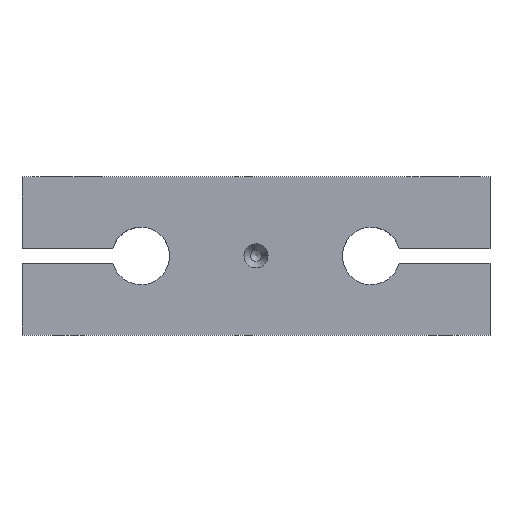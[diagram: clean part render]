
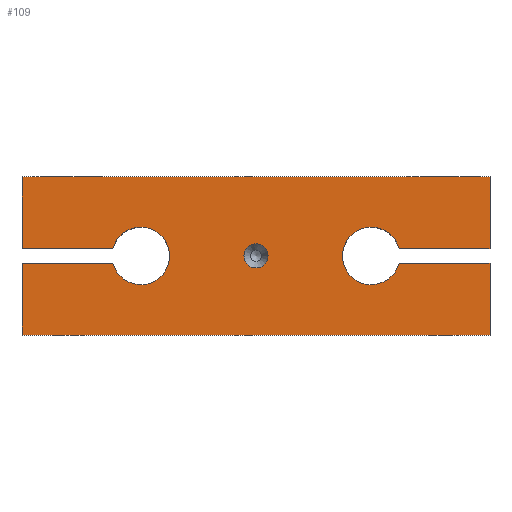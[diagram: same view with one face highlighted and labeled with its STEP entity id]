
A CAD part, top view. The second image highlights one B-rep face of the part: STEP entity #109.
In plain terms, the highlighted planar face has unit normal (0, 0, 1).
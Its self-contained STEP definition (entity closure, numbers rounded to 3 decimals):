
#109 = ADVANCED_FACE( '', ( #235, #236 ), #237, .T. );
#235 = FACE_OUTER_BOUND( '', #353, .T. );
#236 = FACE_BOUND( '', #354, .T. );
#237 = PLANE( '', #355 );
#353 = EDGE_LOOP( '', ( #568, #569, #570, #571, #572, #573, #574, #575, #576, #577, #578, #579 ) );
#354 = EDGE_LOOP( '', ( #580 ) );
#355 = AXIS2_PLACEMENT_3D( '', #581, #582, #583 );
#568 = ORIENTED_EDGE( '', *, *, #596, .T. );
#569 = ORIENTED_EDGE( '', *, *, #637, .T. );
#570 = ORIENTED_EDGE( '', *, *, #651, .T. );
#571 = ORIENTED_EDGE( '', *, *, #641, .T. );
#572 = ORIENTED_EDGE( '', *, *, #661, .F. );
#573 = ORIENTED_EDGE( '', *, *, #658, .T. );
#574 = ORIENTED_EDGE( '', *, *, #621, .T. );
#575 = ORIENTED_EDGE( '', *, *, #647, .T. );
#576 = ORIENTED_EDGE( '', *, *, #656, .T. );
#577 = ORIENTED_EDGE( '', *, *, #601, .T. );
#578 = ORIENTED_EDGE( '', *, *, #607, .F. );
#579 = ORIENTED_EDGE( '', *, *, #666, .T. );
#580 = ORIENTED_EDGE( '', *, *, #633, .F. );
#581 = CARTESIAN_POINT( '', ( 16., 11., 12. ) );
#582 = DIRECTION( '', ( 0., 0., 1. ) );
#583 = DIRECTION( '', ( 1., 0., 0. ) );
#596 = EDGE_CURVE( '', #690, #688, #691, .T. );
#601 = EDGE_CURVE( '', #699, #697, #700, .T. );
#607 = EDGE_CURVE( '', #707, #697, #709, .T. );
#621 = EDGE_CURVE( '', #732, #730, #733, .T. );
#633 = EDGE_CURVE( '', #750, #750, #751, .T. );
#637 = EDGE_CURVE( '', #688, #755, #757, .T. );
#641 = EDGE_CURVE( '', #763, #761, #764, .T. );
#647 = EDGE_CURVE( '', #730, #770, #772, .T. );
#651 = EDGE_CURVE( '', #755, #763, #777, .T. );
#656 = EDGE_CURVE( '', #770, #699, #781, .T. );
#658 = EDGE_CURVE( '', #783, #732, #784, .T. );
#661 = EDGE_CURVE( '', #783, #761, #787, .T. );
#666 = EDGE_CURVE( '', #707, #690, #793, .T. );
#688 = VERTEX_POINT( '', #816 );
#690 = VERTEX_POINT( '', #819 );
#691 = LINE( '', #820, #821 );
#697 = VERTEX_POINT( '', #829 );
#699 = VERTEX_POINT( '', #832 );
#700 = LINE( '', #833, #834 );
#707 = VERTEX_POINT( '', #842 );
#709 = CIRCLE( '', #845, 4. );
#730 = VERTEX_POINT( '', #867 );
#732 = VERTEX_POINT( '', #870 );
#733 = LINE( '', #871, #872 );
#750 = VERTEX_POINT( '', #897 );
#751 = CIRCLE( '', #898, 1.675 );
#755 = VERTEX_POINT( '', #902 );
#757 = LINE( '', #905, #906 );
#761 = VERTEX_POINT( '', #910 );
#763 = VERTEX_POINT( '', #913 );
#764 = LINE( '', #914, #915 );
#770 = VERTEX_POINT( '', #922 );
#772 = LINE( '', #925, #926 );
#777 = LINE( '', #931, #932 );
#781 = LINE( '', #936, #937 );
#783 = VERTEX_POINT( '', #939 );
#784 = LINE( '', #940, #941 );
#787 = CIRCLE( '', #945, 4. );
#793 = LINE( '', #951, #952 );
#816 = CARTESIAN_POINT( '', ( -32.5, 0., 12. ) );
#819 = CARTESIAN_POINT( '', ( -32.5, 10., 12. ) );
#820 = CARTESIAN_POINT( '', ( -32.5, 10., 12. ) );
#821 = VECTOR( '', #975, 1000. );
#829 = CARTESIAN_POINT( '', ( -19.873, 12., 12. ) );
#832 = CARTESIAN_POINT( '', ( -32.5, 12., 12. ) );
#833 = CARTESIAN_POINT( '', ( -32.5, 12., 12. ) );
#834 = VECTOR( '', #979, 1000. );
#842 = CARTESIAN_POINT( '', ( -19.873, 10., 12. ) );
#845 = AXIS2_PLACEMENT_3D( '', #988, #989, #990 );
#867 = CARTESIAN_POINT( '', ( 32.5, 22., 12. ) );
#870 = CARTESIAN_POINT( '', ( 32.5, 12., 12. ) );
#871 = CARTESIAN_POINT( '', ( 32.5, 12., 12. ) );
#872 = VECTOR( '', #1011, 1000. );
#897 = CARTESIAN_POINT( '', ( 1.675, 11., 12. ) );
#898 = AXIS2_PLACEMENT_3D( '', #1023, #1024, #1025 );
#902 = CARTESIAN_POINT( '', ( 32.5, 0., 12. ) );
#905 = CARTESIAN_POINT( '', ( -32.5, 0., 12. ) );
#906 = VECTOR( '', #1030, 1000. );
#910 = CARTESIAN_POINT( '', ( 19.873, 10., 12. ) );
#913 = CARTESIAN_POINT( '', ( 32.5, 10., 12. ) );
#914 = CARTESIAN_POINT( '', ( 32.5, 10., 12. ) );
#915 = VECTOR( '', #1035, 1000. );
#922 = CARTESIAN_POINT( '', ( -32.5, 22., 12. ) );
#925 = CARTESIAN_POINT( '', ( 32.5, 22., 12. ) );
#926 = VECTOR( '', #1041, 1000. );
#931 = CARTESIAN_POINT( '', ( 32.5, 0., 12. ) );
#932 = VECTOR( '', #1045, 1000. );
#936 = CARTESIAN_POINT( '', ( -32.5, 22., 12. ) );
#937 = VECTOR( '', #1046, 1000. );
#939 = CARTESIAN_POINT( '', ( 19.873, 12., 12. ) );
#940 = CARTESIAN_POINT( '', ( 19.873, 12., 12. ) );
#941 = VECTOR( '', #1047, 1000. );
#945 = AXIS2_PLACEMENT_3D( '', #1049, #1050, #1051 );
#951 = CARTESIAN_POINT( '', ( -19.873, 10., 12. ) );
#952 = VECTOR( '', #1055, 1000. );
#975 = DIRECTION( '', ( 0., -1., 0. ) );
#979 = DIRECTION( '', ( 1., 0., 0. ) );
#988 = CARTESIAN_POINT( '', ( -16., 11., 12. ) );
#989 = DIRECTION( '', ( 0., 0., 1. ) );
#990 = DIRECTION( '', ( 1., 0., 0. ) );
#1011 = DIRECTION( '', ( 0., 1., 0. ) );
#1023 = CARTESIAN_POINT( '', ( 0., 11., 12. ) );
#1024 = DIRECTION( '', ( 0., 0., 1. ) );
#1025 = DIRECTION( '', ( 1., 0., 0. ) );
#1030 = DIRECTION( '', ( 1., 0., 0. ) );
#1035 = DIRECTION( '', ( -1., 0., 0. ) );
#1041 = DIRECTION( '', ( -1., 0., 0. ) );
#1045 = DIRECTION( '', ( 0., 1., 0. ) );
#1046 = DIRECTION( '', ( 0., -1., 0. ) );
#1047 = DIRECTION( '', ( 1., 0., 0. ) );
#1049 = CARTESIAN_POINT( '', ( 16., 11., 12. ) );
#1050 = DIRECTION( '', ( 0., 0., 1. ) );
#1051 = DIRECTION( '', ( 1., 0., 0. ) );
#1055 = DIRECTION( '', ( -1., 0., 0. ) );
